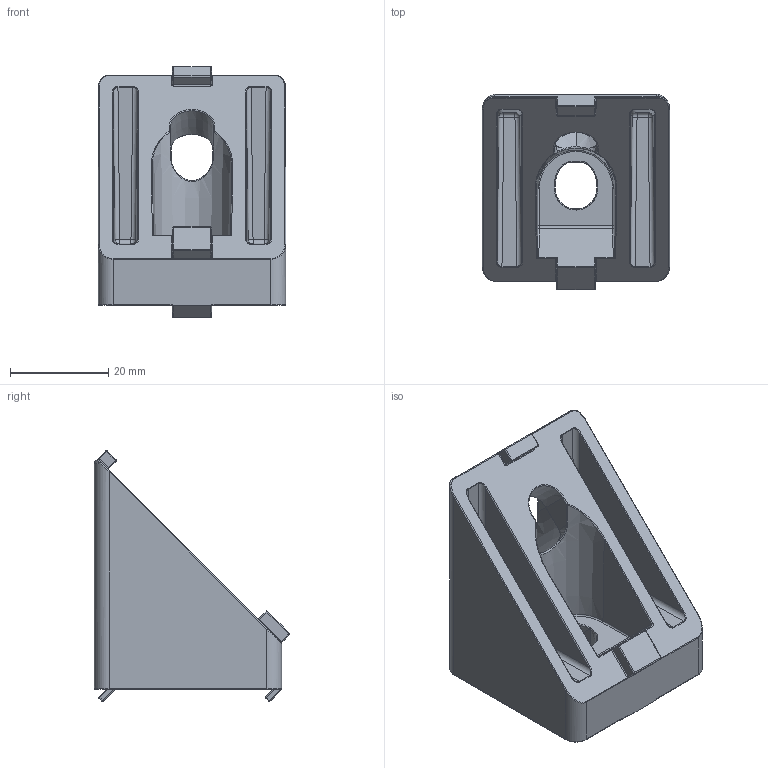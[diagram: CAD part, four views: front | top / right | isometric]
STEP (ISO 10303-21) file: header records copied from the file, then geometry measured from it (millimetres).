
FILE_DESCRIPTION (( 'STEP AP203' ), '1' );
FILE_NAME ('151107.step', '2021-06-03T16:18:53', ( '' ), ( '' ), 'SwSTEP 2.0', 'SolidWorks 2021', '' );
FILE_SCHEMA (( 'CONFIG_CONTROL_DESIGN' ));
Length unit declared in the file: millimetre
Products named in the file (1): 151107
Bounding box: 38.1 x 39.76 x 51 mm (x, y, z)
Volume: 26187.2 mm3; surface area: 11925.2 mm2
Topology: 1 solids, 1 shells, 304 faces, 701 edges, 383 vertices
Faces by surface type: cylinder 128, bspline 64, plane 55, sphere 38, torus 14, cone 5
Entity records: 10998 total; most frequent: CARTESIAN_POINT 4682, ORIENTED_EDGE 1354, DIRECTION 1267, EDGE_CURVE 677, AXIS2_PLACEMENT_3D 500, VERTEX_POINT 379, EDGE_LOOP 312, ADVANCED_FACE 304
